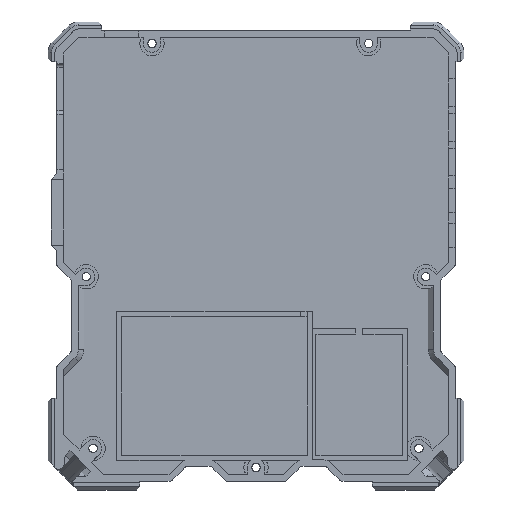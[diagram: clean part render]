
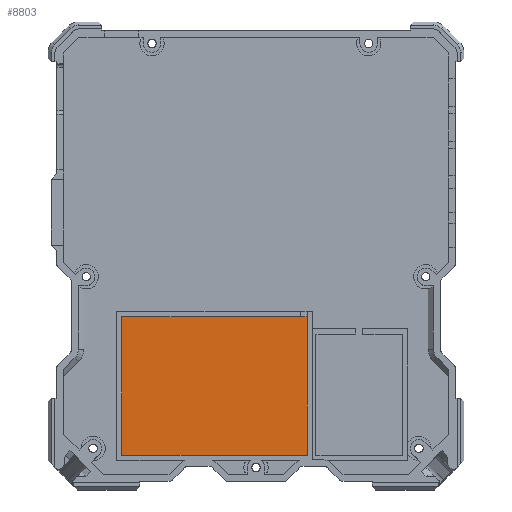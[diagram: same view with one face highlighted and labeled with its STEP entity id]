
A CAD part, top view. The second image highlights one B-rep face of the part: STEP entity #8803.
In plain terms, the highlighted planar face has unit normal (0, 0, 1).
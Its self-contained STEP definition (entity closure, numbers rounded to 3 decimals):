
#3801 = EDGE_CURVE('',#3802,#3804,#3806,.T.);
#3802 = VERTEX_POINT('',#3803);
#3803 = CARTESIAN_POINT('',(14.8,-17.5,1.5));
#3804 = VERTEX_POINT('',#3805);
#3805 = CARTESIAN_POINT('',(-38.7,-17.5,1.5));
#3806 = LINE('',#3807,#3808);
#3807 = CARTESIAN_POINT('',(6.4,-17.5,1.5));
#3808 = VECTOR('',#3809,1.);
#3809 = DIRECTION('',(-1.,0.,0.));
#3841 = EDGE_CURVE('',#3804,#3842,#3844,.T.);
#3842 = VERTEX_POINT('',#3843);
#3843 = CARTESIAN_POINT('',(-38.7,-57.5,1.5));
#3844 = LINE('',#3845,#3846);
#3845 = CARTESIAN_POINT('',(-38.7,-30.482,1.5));
#3846 = VECTOR('',#3847,1.);
#3847 = DIRECTION('',(0.,-1.,0.));
#3865 = EDGE_CURVE('',#3866,#3868,#3870,.T.);
#3866 = VERTEX_POINT('',#3867);
#3867 = CARTESIAN_POINT('',(0.,-57.5,1.5));
#3868 = VERTEX_POINT('',#3869);
#3869 = CARTESIAN_POINT('',(14.8,-57.5,1.5));
#3870 = LINE('',#3871,#3872);
#3871 = CARTESIAN_POINT('',(7.4,-57.5,1.5));
#3872 = VECTOR('',#3873,1.);
#3873 = DIRECTION('',(1.,0.,0.));
#3883 = EDGE_CURVE('',#3842,#3866,#3884,.T.);
#3884 = LINE('',#3885,#3886);
#3885 = CARTESIAN_POINT('',(7.4,-57.5,1.5));
#3886 = VECTOR('',#3887,1.);
#3887 = DIRECTION('',(1.,0.,0.));
#3898 = EDGE_CURVE('',#3868,#3802,#3899,.T.);
#3899 = LINE('',#3900,#3901);
#3900 = CARTESIAN_POINT('',(14.8,-9.732,1.5));
#3901 = VECTOR('',#3902,1.);
#3902 = DIRECTION('',(0.,1.,0.));
#8803 = ADVANCED_FACE('',(#8804),#8811,.T.);
#8804 = FACE_BOUND('',#8805,.T.);
#8805 = EDGE_LOOP('',(#8806,#8807,#8808,#8809,#8810));
#8806 = ORIENTED_EDGE('',*,*,#3841,.T.);
#8807 = ORIENTED_EDGE('',*,*,#3883,.T.);
#8808 = ORIENTED_EDGE('',*,*,#3865,.T.);
#8809 = ORIENTED_EDGE('',*,*,#3898,.T.);
#8810 = ORIENTED_EDGE('',*,*,#3801,.T.);
#8811 = PLANE('',#8812);
#8812 = AXIS2_PLACEMENT_3D('',#8813,#8814,#8815);
#8813 = CARTESIAN_POINT('',(0.,-3.464,1.5));
#8814 = DIRECTION('',(0.,0.,1.));
#8815 = DIRECTION('',(1.,0.,0.));
